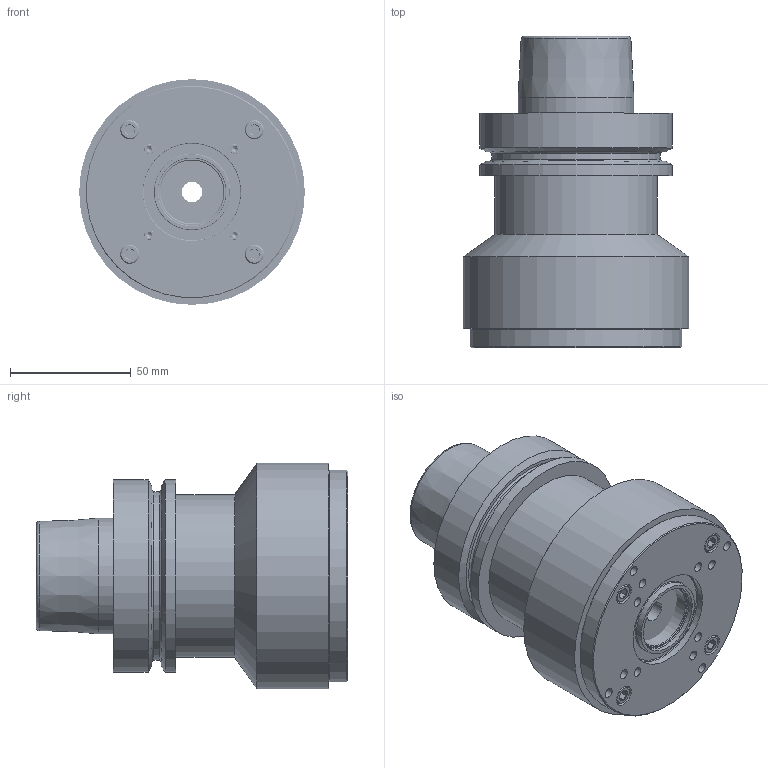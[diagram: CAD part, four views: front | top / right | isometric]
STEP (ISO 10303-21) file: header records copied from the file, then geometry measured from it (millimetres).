
FILE_DESCRIPTION(/* description */ (''),/* implementation_level */ '2;1');
FILE_NAME(/* name */ 'HSK80F-D.stp',/* time_stamp */ '2017-06-26T13:49:22-04:00',/* author */ ('Matt'),/* organization */ (''),/* preprocessor_version */ 'ST-DEVELOPER v16.1',/* originating_system */ 'Autodesk Inventor 2016',/* authorisation */ '');
FILE_SCHEMA (('AP203_CONFIGURATION_CONTROLLED_3D_DESIGN_OF_MECHANICAL_PARTS_AND_ASSEMBLIES_MIM_LF { 1 0 10303 203 3 1 4 }','AUTOMOTIVE_DESIGN { 1 0 10303 214 3 1 1 }','AP242_MANAGED_MODEL_BASED_3D_ENGINEERING_MIM_LF { 1 0 10303 442 1 1 4 }'));
Products named in the file (1): HSK80F-D_Shrinkwrap_2
Bounding box: 93.65 x 129.18 x 93.65 mm (x, y, z)
Surface area: 72683.3 mm2 (no closed solid volume)
Topology: 0 solids, 10 shells, 299 faces, 653 edges, 390 vertices
Faces by surface type: plane 116, cone 88, cylinder 63, bspline 18, torus 14
Full cylindrical faces by diameter (mm): 4.039 x14, 5.537 x4, 7.925 x4, 8.407 x1, 8.738 x4, 17.998 x1, 19.99 x1, 26.187 x1, 28.588 x1, 31.217 x1, 34.05 x2, 40.049 x1, 40.767 x1, 48.011 x1, 67.31 x1, 69.95 x1, 79.94 x2, 88.113 x1, 93.65 x1
Entity records: 34470 total; most frequent: CARTESIAN_POINT 28352, DIRECTION 1226, ORIENTED_EDGE 1050, AXIS2_PLACEMENT_3D 549, EDGE_CURVE 525, EDGE_LOOP 438, VERTEX_POINT 345, FACE_OUTER_BOUND 299
